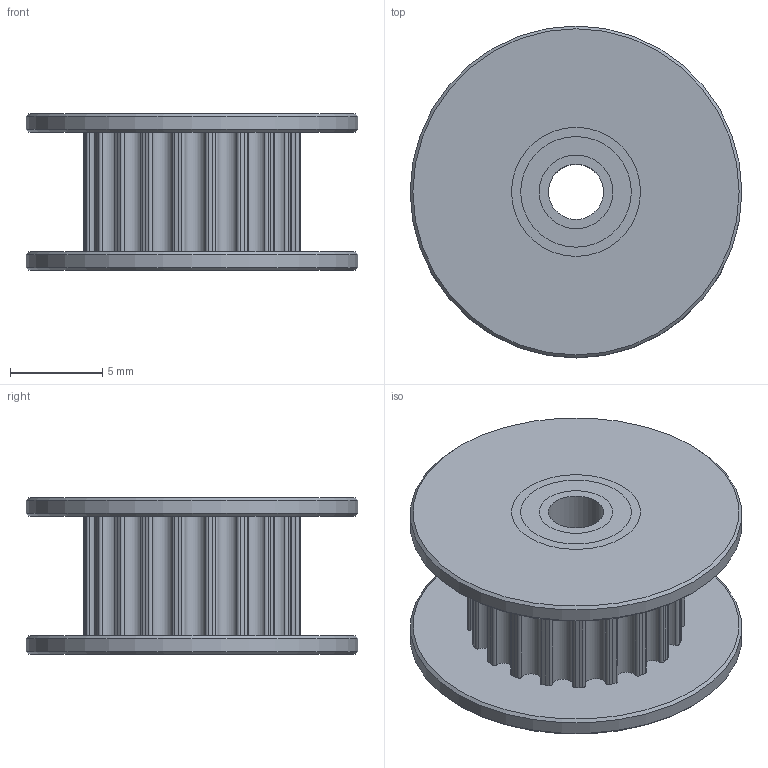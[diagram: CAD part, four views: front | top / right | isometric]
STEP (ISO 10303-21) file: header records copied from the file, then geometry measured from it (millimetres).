
FILE_DESCRIPTION(/* description */ (''),/* implementation_level */ '2;1');
FILE_NAME(/* name */ 'GT2 20-Tooth Idler Pulley.step',/* time_stamp */ '2019-09-12T22:00:15-04:00',/* author */ (''),/* organization */ (''),/* preprocessor_version */ 'ST-DEVELOPER v18',/* originating_system */ 'Autodesk Translation Framework v8.6.0.1094',/* authorisation */ '');
FILE_SCHEMA (('AUTOMOTIVE_DESIGN { 1 0 10303 214 3 1 1 }'));
Length unit declared in the file: millimetre
Products named in the file (3): GT2 20-Tooth Idler Pulley; Pulley; Bearing
Assembly tree (2 placements, depth 2):
  GT2 20-Tooth Idler Pulley
    Pulley
    Bearing
Bounding box: 18 x 18 x 8.5 mm (x, y, z)
Volume: 1065.1 mm3; surface area: 2237.9 mm2
Topology: 4 solids, 4 shells, 121 faces, 329 edges, 218 vertices
Faces by surface type: cylinder 107, plane 10, cone 4
Full cylindrical faces by diameter (mm): 3 x1, 4 x2, 6 x2, 7 x2, 18 x2
Entity records: 4062 total; most frequent: DIRECTION 799, CARTESIAN_POINT 673, ORIENTED_EDGE 658, AXIS2_PLACEMENT_3D 344, EDGE_CURVE 329, CIRCLE 218, VERTEX_POINT 218, EDGE_LOOP 131
